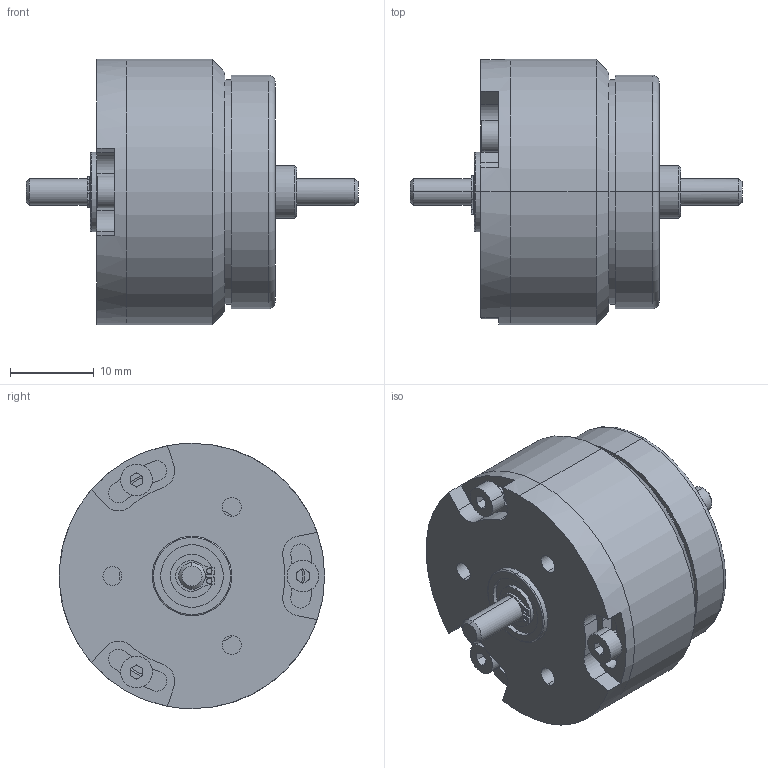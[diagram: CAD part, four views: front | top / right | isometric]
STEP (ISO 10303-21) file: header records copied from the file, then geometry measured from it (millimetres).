
FILE_DESCRIPTION (( 'STEP AP214' ), '1' );
FILE_NAME ('HPM-2.5_B_EF.STEP', '2013-06-25T20:04:59', ( 'Jeff' ), ( '' ), 'SwSTEP 2.0', 'SolidWorks 2013', '' );
FILE_SCHEMA (( 'AUTOMOTIVE_DESIGN' ));
Length unit declared in the file: inch
Products named in the file (1): HPM-2.5_B_EF
Bounding box: 39.73 x 31.75 x 31.75 mm (x, y, z)
Surface area: 5658.4 mm2 (no closed solid volume)
Topology: 0 solids, 15 shells, 151 faces, 497 edges, 366 vertices
Faces by surface type: cylinder 78, plane 51, cone 16, torus 6
Entity records: 7616 total; most frequent: DIRECTION 1066, CARTESIAN_POINT 1015, ORIENTED_EDGE 802, EDGE_CURVE 497, AXIS2_PLACEMENT_3D 417, VERTEX_POINT 366, CIRCLE 265, LINE 232
